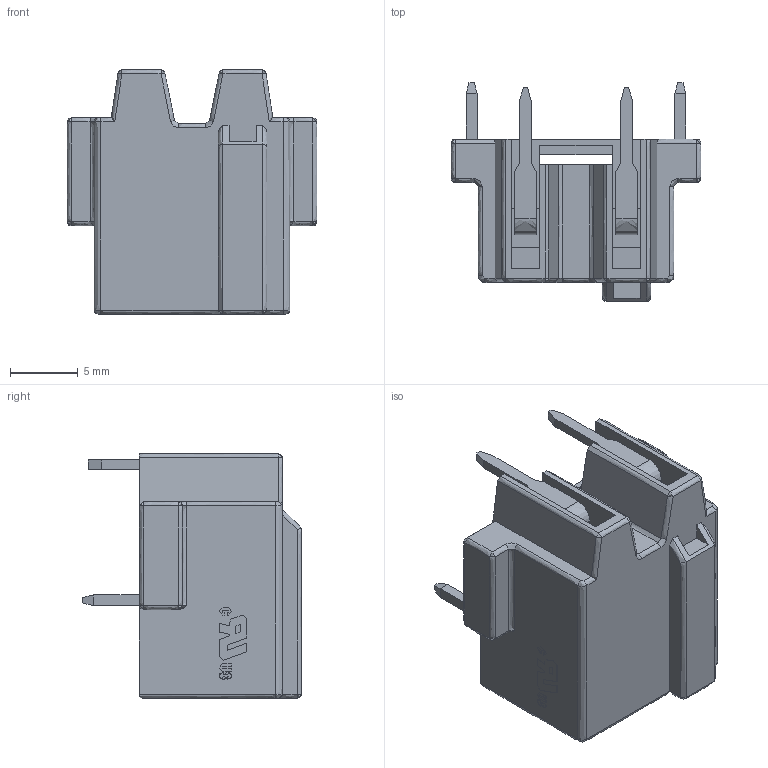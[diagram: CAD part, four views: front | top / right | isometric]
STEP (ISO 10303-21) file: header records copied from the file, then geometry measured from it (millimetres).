
FILE_DESCRIPTION( ('This file contains a STEP AP42 implementation' ,'as created by ZW3D STEP Interface translator.') ,'2;1' );
FILE_NAME( 'WJ9RC-7.5-02P.stp' ,'25 422. 81842', (''), ('ZWCAD Software Co.'), 'Version 1.0', 'ZW3D to STEP translator', '' );
FILE_SCHEMA(('AUTOMOTIVE_DESIGN'));
Length unit declared in the file: millimetre
Products named in the file (2): 0; WJ9RC-7.5-02P1
Bounding box: 18.5 x 16.2 x 18.1 mm (x, y, z)
Volume: 1142.6 mm3; surface area: 2518.7 mm2
Topology: 1 solids, 9 shells, 1156 faces, 3173 edges, 2073 vertices
Faces by surface type: bspline 1156
Entity records: 35768 total; most frequent: CARTESIAN_POINT 15280, ORIENTED_EDGE 6342, EDGE_CURVE 3171, B_SPLINE_CURVE_WITH_KNOTS 3069, VERTEX_POINT 2073, EDGE_LOOP 1198, FACE_OUTER_BOUND 1156, ADVANCED_FACE 1156
